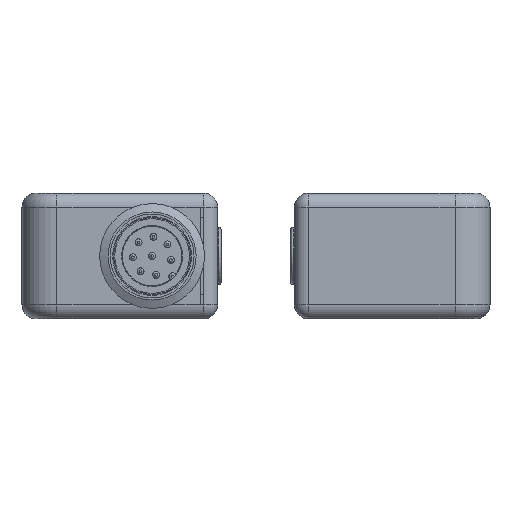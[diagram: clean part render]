
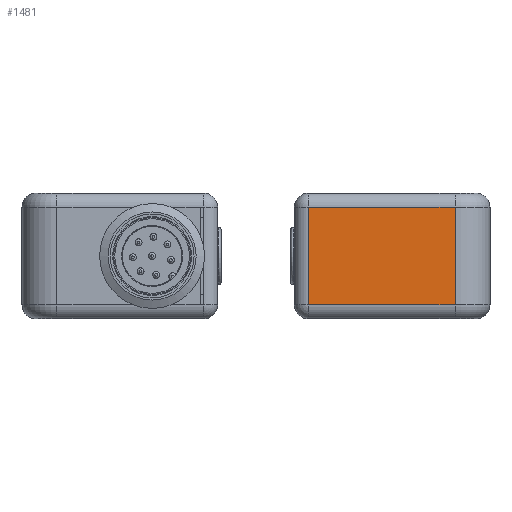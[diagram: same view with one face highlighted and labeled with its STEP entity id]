
A CAD part, left-side view. The second image highlights one B-rep face of the part: STEP entity #1481.
In plain terms, the highlighted planar face has unit normal (-1, 0, 0).
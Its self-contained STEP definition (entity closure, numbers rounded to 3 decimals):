
#780=LINE('',#9879,#1131);
#785=LINE('',#9908,#1136);
#794=LINE('',#9942,#1145);
#795=LINE('',#9947,#1146);
#1131=VECTOR('',#7908,1.);
#1136=VECTOR('',#7941,1.);
#1145=VECTOR('',#7980,1.);
#1146=VECTOR('',#7989,1.);
#1481=ADVANCED_FACE('',(#1962),#1698,.F.);
#1698=PLANE('',#6383);
#1962=FACE_OUTER_BOUND('',#2326,.T.);
#2326=EDGE_LOOP('',(#3465,#3466,#3467,#3468));
#3465=ORIENTED_EDGE('',*,*,#5129,.T.);
#3466=ORIENTED_EDGE('',*,*,#5111,.T.);
#3467=ORIENTED_EDGE('',*,*,#5131,.T.);
#3468=ORIENTED_EDGE('',*,*,#5097,.T.);
#4406=VERTEX_POINT('',#9873);
#4409=VERTEX_POINT('',#9878);
#4419=VERTEX_POINT('',#9907);
#4420=VERTEX_POINT('',#9909);
#5097=EDGE_CURVE('',#4406,#4409,#780,.T.);
#5111=EDGE_CURVE('',#4420,#4419,#785,.T.);
#5129=EDGE_CURVE('',#4409,#4420,#794,.T.);
#5131=EDGE_CURVE('',#4419,#4406,#795,.T.);
#6383=AXIS2_PLACEMENT_3D('',#9948,#7990,#7991);
#7908=DIRECTION('',(0.,-1.,0.));
#7941=DIRECTION('',(0.,1.,0.));
#7980=DIRECTION('',(0.,0.,1.));
#7989=DIRECTION('',(0.,0.,-1.));
#7990=DIRECTION('',(1.,0.,0.));
#7991=DIRECTION('',(0.,-1.,0.));
#9873=CARTESIAN_POINT('',(6.992,-22.373,-7.));
#9878=CARTESIAN_POINT('',(6.992,-43.373,-7.));
#9879=CARTESIAN_POINT('',(6.992,-18.373,-7.));
#9907=CARTESIAN_POINT('',(6.992,-22.373,7.));
#9908=CARTESIAN_POINT('',(6.992,-18.373,7.));
#9909=CARTESIAN_POINT('',(6.992,-43.373,7.));
#9942=CARTESIAN_POINT('',(6.992,-43.373,-9.));
#9947=CARTESIAN_POINT('',(6.992,-22.373,-9.));
#9948=CARTESIAN_POINT('',(6.992,-18.373,-9.));
